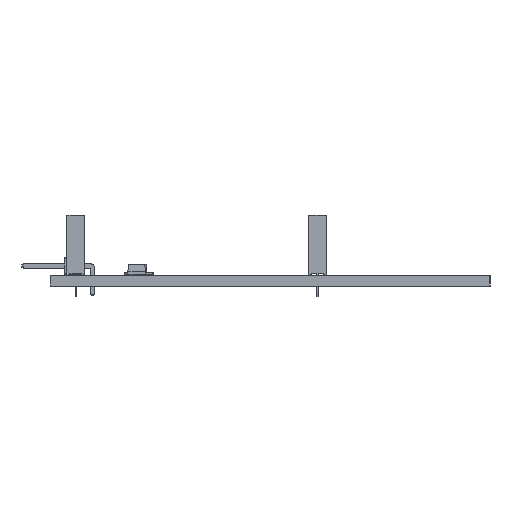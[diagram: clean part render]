
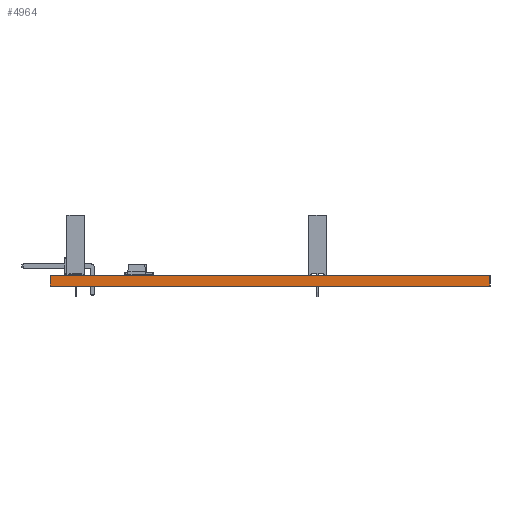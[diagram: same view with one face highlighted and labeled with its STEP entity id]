
A CAD part, left-side view. The second image highlights one B-rep face of the part: STEP entity #4964.
In plain terms, the highlighted planar face has unit normal (-1, 0, 0).
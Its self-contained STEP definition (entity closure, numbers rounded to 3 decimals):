
#493=FACE_OUTER_BOUND('',#759,.T.);
#759=EDGE_LOOP('',(#3403,#3404,#3405,#3406));
#1130=LINE('',#7001,#1707);
#1135=LINE('',#7011,#1712);
#1136=LINE('',#7013,#1713);
#1137=LINE('',#7014,#1714);
#1707=VECTOR('',#5667,1.);
#1712=VECTOR('',#5676,1.);
#1713=VECTOR('',#5677,1.);
#1714=VECTOR('',#5678,1.);
#2284=VERTEX_POINT('',#6998);
#2285=VERTEX_POINT('',#7000);
#2288=VERTEX_POINT('',#7010);
#2289=VERTEX_POINT('',#7012);
#2722=EDGE_CURVE('',#2285,#2284,#1130,.T.);
#2727=EDGE_CURVE('',#2284,#2288,#1135,.T.);
#2728=EDGE_CURVE('',#2289,#2288,#1136,.T.);
#2729=EDGE_CURVE('',#2285,#2289,#1137,.T.);
#3403=ORIENTED_EDGE('',*,*,#2722,.T.);
#3404=ORIENTED_EDGE('',*,*,#2727,.T.);
#3405=ORIENTED_EDGE('',*,*,#2728,.F.);
#3406=ORIENTED_EDGE('',*,*,#2729,.F.);
#4747=PLANE('',#5285);
#4964=ADVANCED_FACE('',(#493),#4747,.T.);
#5285=AXIS2_PLACEMENT_3D('',#7009,#5674,#5675);
#5667=DIRECTION('',(0.,0.,1.));
#5674=DIRECTION('center_axis',(-1.,0.,0.));
#5675=DIRECTION('ref_axis',(0.,1.,0.));
#5676=DIRECTION('',(0.,1.,0.));
#5677=DIRECTION('',(0.,0.,1.));
#5678=DIRECTION('',(0.,1.,0.));
#6998=CARTESIAN_POINT('',(107.6,-96.,1.51));
#7000=CARTESIAN_POINT('',(107.6,-96.,0.));
#7001=CARTESIAN_POINT('',(107.6,-96.,0.));
#7009=CARTESIAN_POINT('Origin',(107.6,-96.,0.));
#7010=CARTESIAN_POINT('',(107.6,-33.3,1.51));
#7011=CARTESIAN_POINT('',(107.6,-96.,1.51));
#7012=CARTESIAN_POINT('',(107.6,-33.3,0.));
#7013=CARTESIAN_POINT('',(107.6,-33.3,0.));
#7014=CARTESIAN_POINT('',(107.6,-96.,0.));
